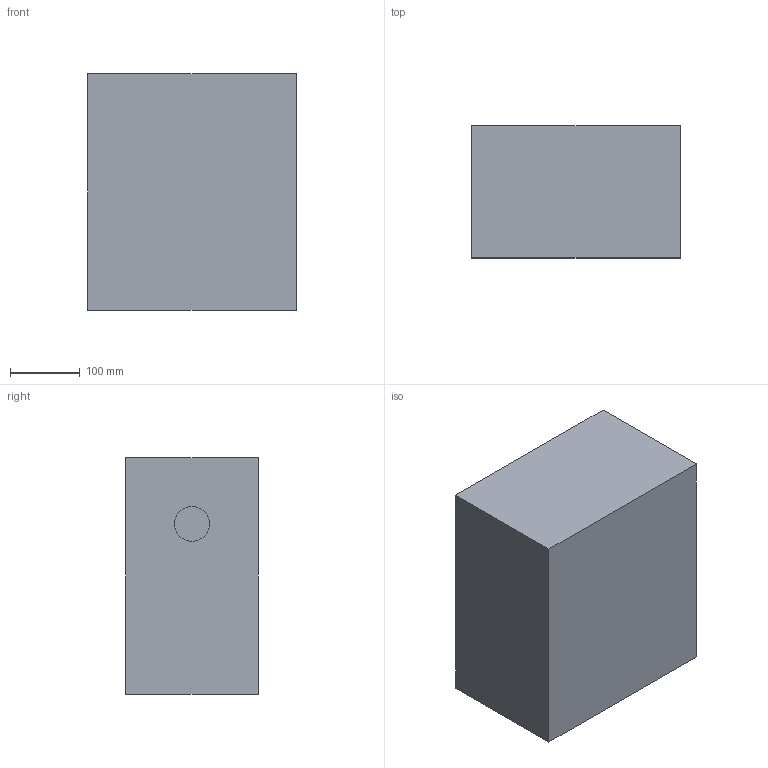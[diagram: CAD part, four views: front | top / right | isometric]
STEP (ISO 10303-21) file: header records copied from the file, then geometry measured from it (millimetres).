
FILE_DESCRIPTION(('FreeCAD Model'),'2;1');
FILE_NAME('Open CASCADE Shape Model','2024-07-23T09:02:02',(''),(''), 'Open CASCADE STEP processor 7.6','Ondsel','Unknown');
FILE_SCHEMA(('AUTOMOTIVE_DESIGN { 1 0 10303 214 1 1 1 1 }'));
Length unit declared in the file: millimetre
Products named in the file (1): Body
Bounding box: 300 x 190 x 340 mm (x, y, z)
Volume: 19380000 mm3; surface area: 447200 mm2
Topology: 1 solids, 1 shells, 9 faces, 15 edges, 11 vertices
Faces by surface type: plane 9
Entity records: 238 total; most frequent: DIRECTION 38, CARTESIAN_POINT 36, ORIENTED_EDGE 30, EDGE_CURVE 15, AXIS2_PLACEMENT_3D 13, FACE_BOUND 12, EDGE_LOOP 12, LINE 12
